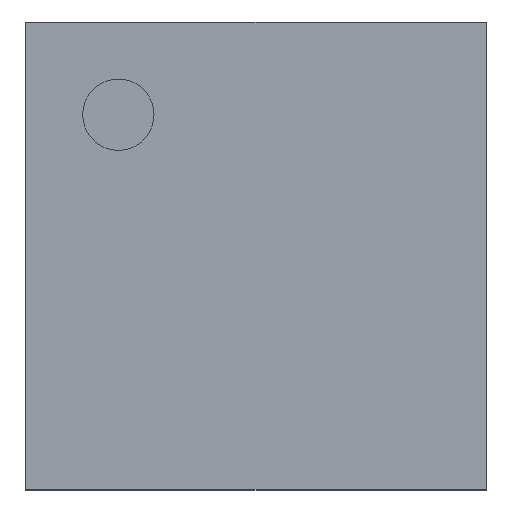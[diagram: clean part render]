
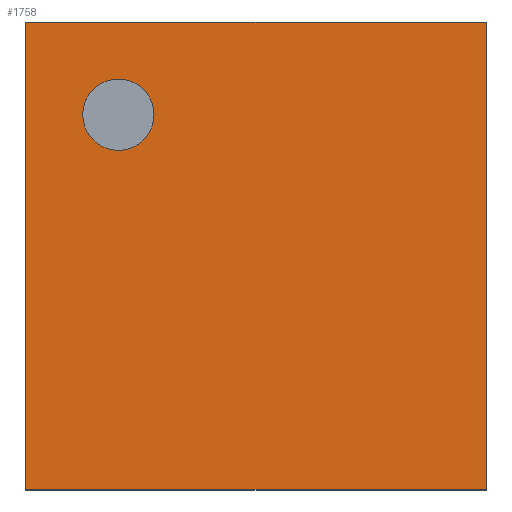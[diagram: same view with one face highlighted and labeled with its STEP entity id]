
A CAD part, top view. The second image highlights one B-rep face of the part: STEP entity #1758.
In plain terms, the highlighted planar face has unit normal (0, 0, 1).
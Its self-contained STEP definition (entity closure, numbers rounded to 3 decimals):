
#18=FACE_BOUND('',#182,.T.);
#36=CIRCLE('',#1873,0.25);
#76=FACE_OUTER_BOUND('',#181,.T.);
#181=EDGE_LOOP('',(#1208,#1209,#1210,#1211));
#182=EDGE_LOOP('',(#1212));
#307=LINE('',#2470,#543);
#311=LINE('',#2477,#547);
#314=LINE('',#2483,#550);
#316=LINE('',#2486,#552);
#543=VECTOR('',#2011,1000.);
#547=VECTOR('',#2017,1000.);
#550=VECTOR('',#2022,1000.);
#552=VECTOR('',#2026,1000.);
#773=VERTEX_POINT('',#2460);
#776=VERTEX_POINT('',#2467);
#777=VERTEX_POINT('',#2469);
#779=VERTEX_POINT('',#2475);
#781=VERTEX_POINT('',#2481);
#938=EDGE_CURVE('',#773,#773,#36,.T.);
#941=EDGE_CURVE('',#777,#776,#307,.T.);
#945=EDGE_CURVE('',#776,#779,#311,.T.);
#948=EDGE_CURVE('',#779,#781,#314,.T.);
#950=EDGE_CURVE('',#781,#777,#316,.T.);
#1208=ORIENTED_EDGE('',*,*,#941,.T.);
#1209=ORIENTED_EDGE('',*,*,#945,.T.);
#1210=ORIENTED_EDGE('',*,*,#948,.T.);
#1211=ORIENTED_EDGE('',*,*,#950,.T.);
#1212=ORIENTED_EDGE('',*,*,#938,.F.);
#1654=PLANE('',#1878);
#1758=ADVANCED_FACE('',(#76,#18),#1654,.T.);
#1873=AXIS2_PLACEMENT_3D('',#2462,#2005,#2006);
#1878=AXIS2_PLACEMENT_3D('',#2487,#2027,#2028);
#2005=DIRECTION('center_axis',(0.,0.,1.));
#2006=DIRECTION('ref_axis',(0.,-1.,0.));
#2011=DIRECTION('',(-1.,0.,0.));
#2017=DIRECTION('',(0.,-1.,0.));
#2022=DIRECTION('',(1.,0.,0.));
#2026=DIRECTION('',(0.,1.,0.));
#2027=DIRECTION('center_axis',(0.,0.,1.));
#2028=DIRECTION('ref_axis',(0.,-1.,0.));
#2460=CARTESIAN_POINT('',(-0.965,1.24,0.55));
#2462=CARTESIAN_POINT('Origin',(-0.965,0.99,0.55));
#2467=CARTESIAN_POINT('',(-1.615,1.64,0.55));
#2469=CARTESIAN_POINT('',(1.615,1.64,0.55));
#2470=CARTESIAN_POINT('',(1.615,1.64,0.55));
#2475=CARTESIAN_POINT('',(-1.615,-1.64,0.55));
#2477=CARTESIAN_POINT('',(-1.615,1.64,0.55));
#2481=CARTESIAN_POINT('',(1.615,-1.64,0.55));
#2483=CARTESIAN_POINT('',(-1.615,-1.64,0.55));
#2486=CARTESIAN_POINT('',(1.615,-1.64,0.55));
#2487=CARTESIAN_POINT('Origin',(0.,0.,0.55));
